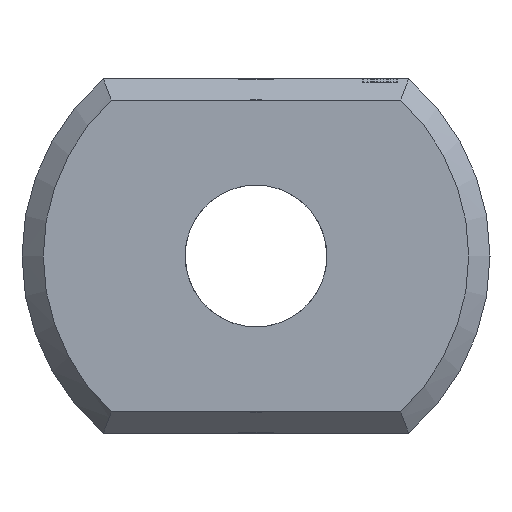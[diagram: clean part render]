
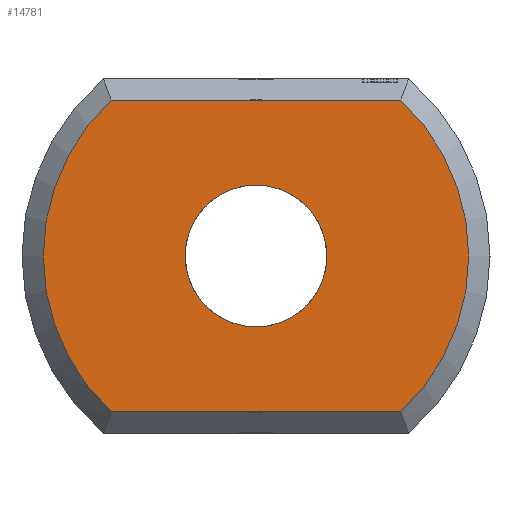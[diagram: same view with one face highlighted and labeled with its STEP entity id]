
A CAD part, left-side view. The second image highlights one B-rep face of the part: STEP entity #14781.
In plain terms, the highlighted planar face has unit normal (-1, 0, 0).
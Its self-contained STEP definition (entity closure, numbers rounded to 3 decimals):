
#3667 = VERTEX_POINT('',#3668);
#3668 = CARTESIAN_POINT('',(0.,-2.04,2.2));
#3677 = VERTEX_POINT('',#3678);
#3678 = CARTESIAN_POINT('',(0.,-2.04,-2.2));
#3685 = EDGE_CURVE('',#3667,#3677,#3686,.T.);
#3686 = CIRCLE('',#3687,3.);
#3687 = AXIS2_PLACEMENT_3D('',#3688,#3689,#3690);
#3688 = CARTESIAN_POINT('',(0.,0.,0.));
#3689 = DIRECTION('',(1.,0.,0.));
#3690 = DIRECTION('',(0.,-0.653,0.758)
  );
#4292 = VERTEX_POINT('',#4293);
#4293 = CARTESIAN_POINT('',(0.,2.04,2.2));
#4300 = EDGE_CURVE('',#3667,#4292,#4301,.T.);
#4301 = LINE('',#4302,#4303);
#4302 = CARTESIAN_POINT('',(0.,-2.154,2.2));
#4303 = VECTOR('',#4304,1.);
#4304 = DIRECTION('',(0.,1.,0.));
#14781 = ADVANCED_FACE('',(#14782,#14801),#14812,.F.);
#14782 = FACE_BOUND('',#14783,.F.);
#14783 = EDGE_LOOP('',(#14784,#14793,#14794,#14795));
#14784 = ORIENTED_EDGE('',*,*,#14785,.T.);
#14785 = EDGE_CURVE('',#14786,#4292,#14788,.T.);
#14786 = VERTEX_POINT('',#14787);
#14787 = CARTESIAN_POINT('',(0.,2.04,-2.2));
#14788 = CIRCLE('',#14789,3.);
#14789 = AXIS2_PLACEMENT_3D('',#14790,#14791,#14792);
#14790 = CARTESIAN_POINT('',(0.,0.,0.));
#14791 = DIRECTION('',(1.,0.,0.));
#14792 = DIRECTION('',(0.,0.653,-0.758)
  );
#14793 = ORIENTED_EDGE('',*,*,#4300,.F.);
#14794 = ORIENTED_EDGE('',*,*,#3685,.T.);
#14795 = ORIENTED_EDGE('',*,*,#14796,.T.);
#14796 = EDGE_CURVE('',#3677,#14786,#14797,.T.);
#14797 = LINE('',#14798,#14799);
#14798 = CARTESIAN_POINT('',(0.,-2.154,-2.2));
#14799 = VECTOR('',#14800,1.);
#14800 = DIRECTION('',(0.,1.,0.));
#14801 = FACE_BOUND('',#14802,.T.);
#14802 = EDGE_LOOP('',(#14803));
#14803 = ORIENTED_EDGE('',*,*,#14804,.T.);
#14804 = EDGE_CURVE('',#14805,#14805,#14807,.T.);
#14805 = VERTEX_POINT('',#14806);
#14806 = CARTESIAN_POINT('',(0.,1.,0.)
  );
#14807 = CIRCLE('',#14808,1.);
#14808 = AXIS2_PLACEMENT_3D('',#14809,#14810,#14811);
#14809 = CARTESIAN_POINT('',(0.,0.,0.));
#14810 = DIRECTION('',(1.,0.,0.));
#14811 = DIRECTION('',(0.,1.,0.));
#14812 = PLANE('',#14813);
#14813 = AXIS2_PLACEMENT_3D('',#14814,#14815,#14816);
#14814 = CARTESIAN_POINT('',(0.,0.,0.));
#14815 = DIRECTION('',(1.,0.,0.));
#14816 = DIRECTION('',(0.,0.,1.));
